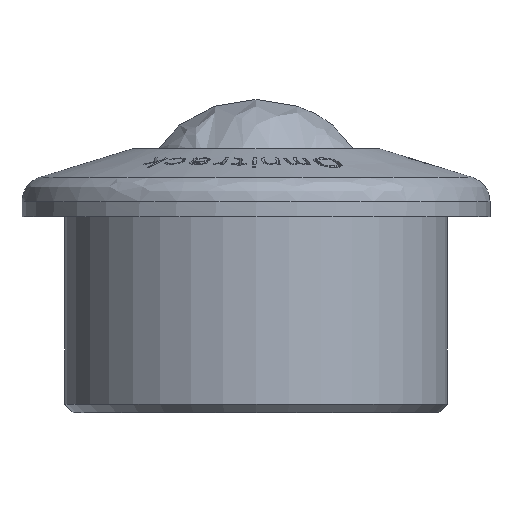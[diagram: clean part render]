
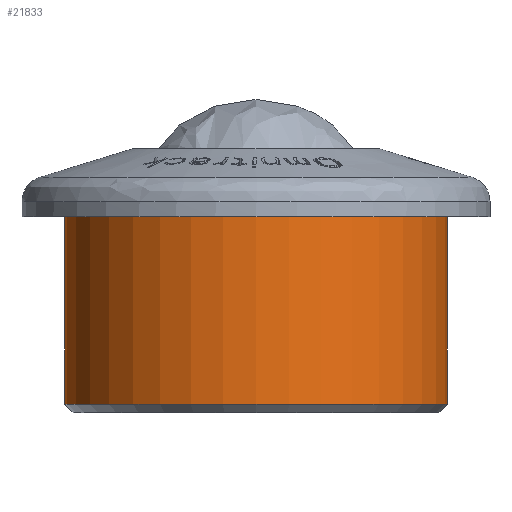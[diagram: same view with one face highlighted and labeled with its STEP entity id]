
A CAD part, front view. The second image highlights one B-rep face of the part: STEP entity #21833.
In plain terms, the highlighted cylindrical face has radius 22.5 mm (diameter 45 mm), a partial arc.
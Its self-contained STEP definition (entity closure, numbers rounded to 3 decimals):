
#2519 = LINE ( 'NONE', #17416, #9451 ) ;
#2586 = EDGE_CURVE ( 'NONE', #14577, #19579, #3316, .T. ) ;
#2867 = DIRECTION ( 'NONE',  ( 1., 0., 0. ) ) ;
#3316 = CIRCLE ( 'NONE', #12758, 22.5 ) ;
#4038 = CARTESIAN_POINT ( 'NONE',  ( -22.5, 0., 1. ) ) ;
#4271 = AXIS2_PLACEMENT_3D ( 'NONE', #18648, #10628, #18810 ) ;
#5579 = DIRECTION ( 'NONE',  ( 0., 0., 1. ) ) ;
#6601 = CARTESIAN_POINT ( 'NONE',  ( -22.5, 0., 23. ) ) ;
#6936 = EDGE_CURVE ( 'NONE', #19579, #11437, #20278, .T. ) ;
#7125 = DIRECTION ( 'NONE',  ( 0., 0., 1. ) ) ;
#7222 = CARTESIAN_POINT ( 'NONE',  ( 22.5, 0., 0. ) ) ;
#7791 = ORIENTED_EDGE ( 'NONE', *, *, #6936, .T. ) ;
#8053 = CARTESIAN_POINT ( 'NONE',  ( 22.5, 0., 1. ) ) ;
#8751 = CARTESIAN_POINT ( 'NONE',  ( 22.5, 0., 23. ) ) ;
#8953 = DIRECTION ( 'NONE',  ( 0., 0., -1. ) ) ;
#9363 = EDGE_LOOP ( 'NONE', ( #17658, #25053, #7791, #25592 ) ) ;
#9451 = VECTOR ( 'NONE', #5579, 1000. ) ;
#9926 = CARTESIAN_POINT ( 'NONE',  ( 0., 0., 1. ) ) ;
#10083 = DIRECTION ( 'NONE',  ( 1., 0., 0. ) ) ;
#10628 = DIRECTION ( 'NONE',  ( 0., 0., 1. ) ) ;
#11158 = EDGE_CURVE ( 'NONE', #11437, #15170, #16737, .T. ) ;
#11437 = VERTEX_POINT ( 'NONE', #8751 ) ;
#12502 = EDGE_CURVE ( 'NONE', #14577, #15170, #2519, .T. ) ;
#12758 = AXIS2_PLACEMENT_3D ( 'NONE', #9926, #14213, #10083 ) ;
#14213 = DIRECTION ( 'NONE',  ( 0., 0., 1. ) ) ;
#14577 = VERTEX_POINT ( 'NONE', #4038 ) ;
#15000 = CARTESIAN_POINT ( 'NONE',  ( 0., 0., 23. ) ) ;
#15170 = VERTEX_POINT ( 'NONE', #6601 ) ;
#16737 = CIRCLE ( 'NONE', #20344, 22.5 ) ;
#17416 = CARTESIAN_POINT ( 'NONE',  ( -22.5, 0., 0. ) ) ;
#17658 = ORIENTED_EDGE ( 'NONE', *, *, #12502, .F. ) ;
#18280 = FACE_OUTER_BOUND ( 'NONE', #9363, .T. ) ;
#18648 = CARTESIAN_POINT ( 'NONE',  ( 0., 0., 0. ) ) ;
#18810 = DIRECTION ( 'NONE',  ( 1., 0., 0. ) ) ;
#19579 = VERTEX_POINT ( 'NONE', #8053 ) ;
#20278 = LINE ( 'NONE', #7222, #25987 ) ;
#20344 = AXIS2_PLACEMENT_3D ( 'NONE', #15000, #8953, #2867 ) ;
#21833 = ADVANCED_FACE ( 'NONE', ( #18280 ), #24883, .T. ) ;
#24883 = CYLINDRICAL_SURFACE ( 'NONE', #4271, 22.5 ) ;
#25053 = ORIENTED_EDGE ( 'NONE', *, *, #2586, .T. ) ;
#25592 = ORIENTED_EDGE ( 'NONE', *, *, #11158, .T. ) ;
#25987 = VECTOR ( 'NONE', #7125, 1000. ) ;
